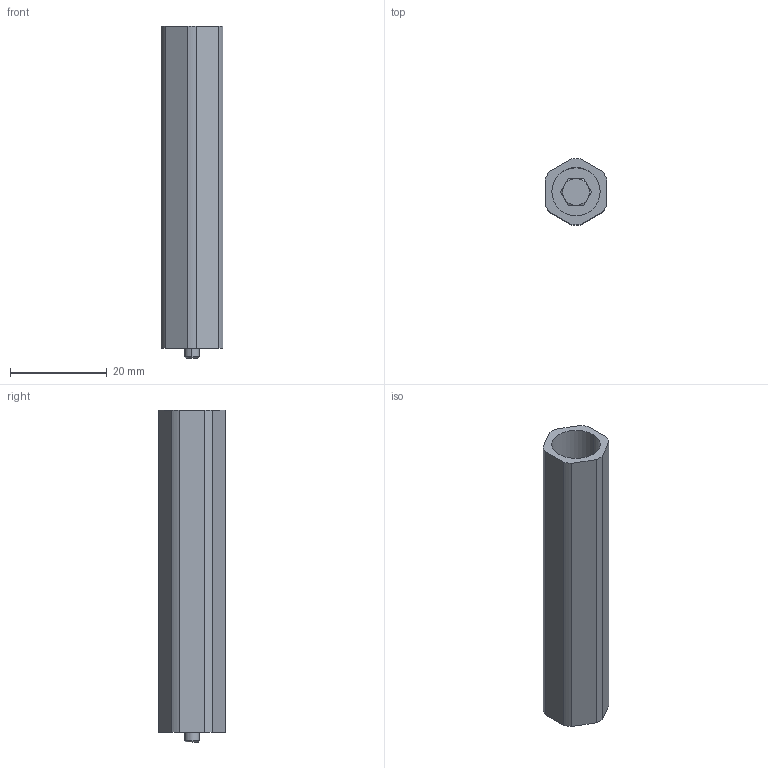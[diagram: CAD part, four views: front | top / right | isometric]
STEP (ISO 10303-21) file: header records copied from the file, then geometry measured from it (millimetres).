
FILE_DESCRIPTION (( 'STEP AP203' ), '1' );
FILE_NAME ('REV-21-2892.STEP', '2022-04-18T17:59:26', ( '' ), ( '' ), 'SwSTEP 2.0', 'SolidWorks 2022', '' );
FILE_SCHEMA (( 'CONFIG_CONTROL_DESIGN' ));
Length unit declared in the file: inch
Products named in the file (1): REV-21-2892
Bounding box: 12.69 x 13.73 x 68.67 mm (x, y, z)
Volume: 6328.1 mm3; surface area: 5012.9 mm2
Topology: 2 solids, 2 shells, 91 faces, 248 edges, 164 vertices
Faces by surface type: plane 69, cylinder 12, cone 8, torus 2
Entity records: 2963 total; most frequent: CARTESIAN_POINT 564, ORIENTED_EDGE 496, DIRECTION 456, EDGE_CURVE 248, LINE 200, VECTOR 200, VERTEX_POINT 164, AXIS2_PLACEMENT_3D 128
